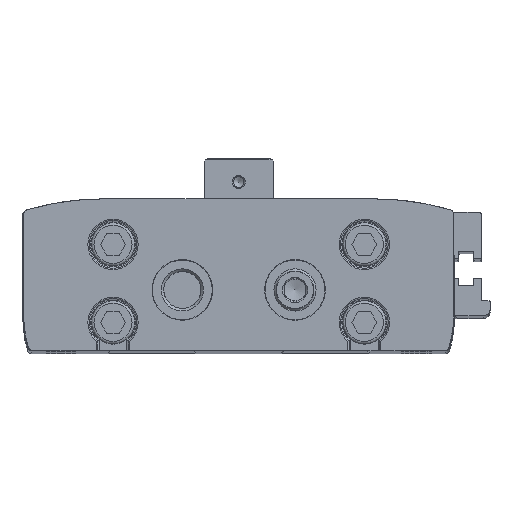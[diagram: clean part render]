
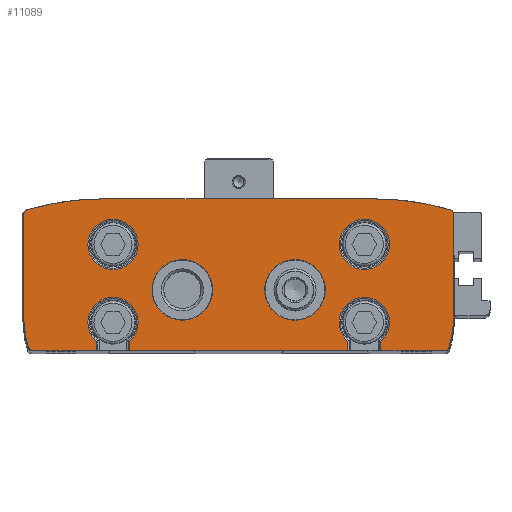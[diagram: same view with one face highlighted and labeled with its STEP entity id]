
A CAD part, top view. The second image highlights one B-rep face of the part: STEP entity #11089.
In plain terms, the highlighted planar face has unit normal (0, 0, 1).
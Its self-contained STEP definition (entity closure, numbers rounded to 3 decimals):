
#509=LINE('',#16993,#1431);
#513=LINE('',#17001,#1435);
#517=LINE('',#17017,#1439);
#571=LINE('',#17219,#1493);
#578=LINE('',#17237,#1500);
#579=LINE('',#17245,#1501);
#586=LINE('',#17263,#1508);
#587=LINE('',#17271,#1509);
#588=LINE('',#17277,#1510);
#589=LINE('',#17283,#1511);
#1431=VECTOR('',#13394,1000.);
#1435=VECTOR('',#13398,1000.);
#1439=VECTOR('',#13410,1000.);
#1493=VECTOR('',#13558,1000.);
#1500=VECTOR('',#13571,1000.);
#1501=VECTOR('',#13574,1000.);
#1508=VECTOR('',#13587,1000.);
#1509=VECTOR('',#13598,1000.);
#1510=VECTOR('',#13603,1000.);
#1511=VECTOR('',#13608,1000.);
#2528=ORIENTED_EDGE('',*,*,#5617,.F.);
#2529=ORIENTED_EDGE('',*,*,#5606,.T.);
#2530=ORIENTED_EDGE('',*,*,#5506,.T.);
#2531=ORIENTED_EDGE('',*,*,#5608,.F.);
#2532=ORIENTED_EDGE('',*,*,#5618,.F.);
#2533=ORIENTED_EDGE('',*,*,#5616,.T.);
#2534=ORIENTED_EDGE('',*,*,#5498,.T.);
#2535=ORIENTED_EDGE('',*,*,#5619,.T.);
#2536=ORIENTED_EDGE('',*,*,#5620,.T.);
#2537=ORIENTED_EDGE('',*,*,#5621,.T.);
#2538=ORIENTED_EDGE('',*,*,#5622,.T.);
#2539=ORIENTED_EDGE('',*,*,#5623,.T.);
#2540=ORIENTED_EDGE('',*,*,#5624,.T.);
#2541=ORIENTED_EDGE('',*,*,#5625,.T.);
#2542=ORIENTED_EDGE('',*,*,#5626,.T.);
#2543=ORIENTED_EDGE('',*,*,#5627,.T.);
#2544=ORIENTED_EDGE('',*,*,#5628,.T.);
#2545=ORIENTED_EDGE('',*,*,#5629,.T.);
#2546=ORIENTED_EDGE('',*,*,#5494,.T.);
#2547=ORIENTED_EDGE('',*,*,#5598,.F.);
#2548=ORIENTED_EDGE('',*,*,#5630,.F.);
#2549=ORIENTED_EDGE('',*,*,#5631,.F.);
#2550=ORIENTED_EDGE('',*,*,#5632,.F.);
#2551=ORIENTED_EDGE('',*,*,#5633,.F.);
#5494=EDGE_CURVE('',#7055,#7054,#509,.T.);
#5498=EDGE_CURVE('',#7059,#7058,#513,.T.);
#5506=EDGE_CURVE('',#7067,#7066,#517,.T.);
#5598=EDGE_CURVE('',#7146,#7054,#571,.T.);
#5606=EDGE_CURVE('',#7151,#7067,#578,.T.);
#5608=EDGE_CURVE('',#7152,#7066,#579,.T.);
#5616=EDGE_CURVE('',#7157,#7059,#586,.T.);
#5617=EDGE_CURVE('',#7151,#7146,#8180,.T.);
#5618=EDGE_CURVE('',#7157,#7152,#8181,.T.);
#5619=EDGE_CURVE('',#7058,#7158,#8182,.T.);
#5620=EDGE_CURVE('',#7158,#7159,#8183,.T.);
#5621=EDGE_CURVE('',#7159,#7160,#587,.T.);
#5622=EDGE_CURVE('',#7160,#7161,#8184,.T.);
#5623=EDGE_CURVE('',#7161,#7162,#8185,.T.);
#5624=EDGE_CURVE('',#7162,#7163,#588,.T.);
#5625=EDGE_CURVE('',#7163,#7164,#8186,.T.);
#5626=EDGE_CURVE('',#7164,#7165,#8187,.T.);
#5627=EDGE_CURVE('',#7165,#7166,#589,.T.);
#5628=EDGE_CURVE('',#7166,#7167,#8188,.T.);
#5629=EDGE_CURVE('',#7167,#7055,#8189,.T.);
#5630=EDGE_CURVE('',#7168,#7168,#8190,.T.);
#5631=EDGE_CURVE('',#7169,#7169,#8191,.T.);
#5632=EDGE_CURVE('',#7170,#7170,#8192,.T.);
#5633=EDGE_CURVE('',#7171,#7171,#8193,.T.);
#7054=VERTEX_POINT('',#16992);
#7055=VERTEX_POINT('',#16994);
#7058=VERTEX_POINT('',#17000);
#7059=VERTEX_POINT('',#17002);
#7066=VERTEX_POINT('',#17016);
#7067=VERTEX_POINT('',#17018);
#7146=VERTEX_POINT('',#17217);
#7151=VERTEX_POINT('',#17236);
#7152=VERTEX_POINT('',#17243);
#7157=VERTEX_POINT('',#17262);
#7158=VERTEX_POINT('',#17268);
#7159=VERTEX_POINT('',#17270);
#7160=VERTEX_POINT('',#17272);
#7161=VERTEX_POINT('',#17274);
#7162=VERTEX_POINT('',#17276);
#7163=VERTEX_POINT('',#17278);
#7164=VERTEX_POINT('',#17280);
#7165=VERTEX_POINT('',#17282);
#7166=VERTEX_POINT('',#17284);
#7167=VERTEX_POINT('',#17286);
#7168=VERTEX_POINT('',#17289);
#7169=VERTEX_POINT('',#17291);
#7170=VERTEX_POINT('',#17293);
#7171=VERTEX_POINT('',#17295);
#8180=CIRCLE('',#12079,5.8);
#8181=CIRCLE('',#12080,5.8);
#8182=CIRCLE('',#12081,1.);
#8183=CIRCLE('',#12082,25.);
#8184=CIRCLE('',#12083,1.);
#8185=CIRCLE('',#12084,60.);
#8186=CIRCLE('',#12085,60.);
#8187=CIRCLE('',#12086,1.);
#8188=CIRCLE('',#12087,25.);
#8189=CIRCLE('',#12088,1.);
#8190=CIRCLE('',#12089,5.8);
#8191=CIRCLE('',#12090,5.8);
#8192=CIRCLE('',#12091,7.);
#8193=CIRCLE('',#12092,7.);
#8753=EDGE_LOOP('',(#2528,#2529,#2530,#2531,#2532,#2533,#2534,#2535,#2536,
#2537,#2538,#2539,#2540,#2541,#2542,#2543,#2544,#2545,#2546,#2547));
#8754=EDGE_LOOP('',(#2548));
#8755=EDGE_LOOP('',(#2549));
#8756=EDGE_LOOP('',(#2550));
#8757=EDGE_LOOP('',(#2551));
#9755=FACE_BOUND('',#8753,.T.);
#9756=FACE_BOUND('',#8754,.T.);
#9757=FACE_BOUND('',#8755,.T.);
#9758=FACE_BOUND('',#8756,.T.);
#9759=FACE_BOUND('',#8757,.T.);
#10731=PLANE('',#12078);
#11089=ADVANCED_FACE('',(#9755,#9756,#9757,#9758,#9759),#10731,.T.);
#12078=AXIS2_PLACEMENT_3D('',#17264,#13588,#13589);
#12079=AXIS2_PLACEMENT_3D('',#17265,#13590,#13591);
#12080=AXIS2_PLACEMENT_3D('',#17266,#13592,#13593);
#12081=AXIS2_PLACEMENT_3D('',#17267,#13594,#13595);
#12082=AXIS2_PLACEMENT_3D('',#17269,#13596,#13597);
#12083=AXIS2_PLACEMENT_3D('',#17273,#13599,#13600);
#12084=AXIS2_PLACEMENT_3D('',#17275,#13601,#13602);
#12085=AXIS2_PLACEMENT_3D('',#17279,#13604,#13605);
#12086=AXIS2_PLACEMENT_3D('',#17281,#13606,#13607);
#12087=AXIS2_PLACEMENT_3D('',#17285,#13609,#13610);
#12088=AXIS2_PLACEMENT_3D('',#17287,#13611,#13612);
#12089=AXIS2_PLACEMENT_3D('',#17288,#13613,#13614);
#12090=AXIS2_PLACEMENT_3D('',#17290,#13615,#13616);
#12091=AXIS2_PLACEMENT_3D('',#17292,#13617,#13618);
#12092=AXIS2_PLACEMENT_3D('',#17294,#13619,#13620);
#13394=DIRECTION('',(1.,0.,0.));
#13398=DIRECTION('',(1.,0.,0.));
#13410=DIRECTION('',(1.,0.,0.));
#13558=DIRECTION('',(0.,-1.,0.));
#13571=DIRECTION('',(0.,-1.,0.));
#13574=DIRECTION('',(0.,-1.,0.));
#13587=DIRECTION('',(0.,-1.,0.));
#13588=DIRECTION('',(0.,0.,1.));
#13589=DIRECTION('',(1.,0.,0.));
#13590=DIRECTION('',(0.,0.,1.));
#13591=DIRECTION('',(1.,0.,0.));
#13592=DIRECTION('',(0.,0.,1.));
#13593=DIRECTION('',(1.,0.,0.));
#13594=DIRECTION('',(0.,0.,1.));
#13595=DIRECTION('',(1.,0.,0.));
#13596=DIRECTION('',(0.,0.,1.));
#13597=DIRECTION('',(1.,0.,0.));
#13598=DIRECTION('',(0.,1.,0.));
#13599=DIRECTION('',(0.,0.,1.));
#13600=DIRECTION('',(1.,0.,0.));
#13601=DIRECTION('',(0.,0.,1.));
#13602=DIRECTION('',(1.,0.,0.));
#13603=DIRECTION('',(-1.,0.,0.));
#13604=DIRECTION('',(0.,0.,1.));
#13605=DIRECTION('',(1.,0.,0.));
#13606=DIRECTION('',(0.,0.,1.));
#13607=DIRECTION('',(1.,0.,0.));
#13608=DIRECTION('',(0.,-1.,0.));
#13609=DIRECTION('',(0.,0.,1.));
#13610=DIRECTION('',(1.,0.,0.));
#13611=DIRECTION('',(0.,0.,1.));
#13612=DIRECTION('',(1.,0.,0.));
#13613=DIRECTION('',(0.,0.,1.));
#13614=DIRECTION('',(1.,0.,0.));
#13615=DIRECTION('',(0.,0.,1.));
#13616=DIRECTION('',(1.,0.,0.));
#13617=DIRECTION('',(0.,0.,1.));
#13618=DIRECTION('',(1.,0.,0.));
#13619=DIRECTION('',(0.,0.,1.));
#13620=DIRECTION('',(1.,0.,0.));
#16992=CARTESIAN_POINT('',(-32.8,0.,215.));
#16993=CARTESIAN_POINT('',(-47.556,0.,215.));
#16994=CARTESIAN_POINT('',(-47.556,0.,215.));
#17000=CARTESIAN_POINT('',(47.556,0.,215.));
#17001=CARTESIAN_POINT('',(-47.556,0.,215.));
#17002=CARTESIAN_POINT('',(32.8,0.,215.));
#17016=CARTESIAN_POINT('',(25.2,0.,215.));
#17017=CARTESIAN_POINT('',(-47.556,0.,215.));
#17018=CARTESIAN_POINT('',(-25.2,0.,215.));
#17217=CARTESIAN_POINT('',(-32.8,2.118,215.));
#17219=CARTESIAN_POINT('',(-32.8,6.5,215.));
#17236=CARTESIAN_POINT('',(-25.2,2.118,215.));
#17237=CARTESIAN_POINT('',(-25.2,6.5,215.));
#17243=CARTESIAN_POINT('',(25.2,2.118,215.));
#17245=CARTESIAN_POINT('',(25.2,6.5,215.));
#17262=CARTESIAN_POINT('',(32.8,2.118,215.));
#17263=CARTESIAN_POINT('',(32.8,6.5,215.));
#17264=CARTESIAN_POINT('',(-24.6,8.,215.));
#17265=CARTESIAN_POINT('',(-29.,6.5,215.));
#17266=CARTESIAN_POINT('',(29.,6.5,215.));
#17267=CARTESIAN_POINT('',(47.556,1.,215.));
#17268=CARTESIAN_POINT('',(48.513,0.708,215.));
#17269=CARTESIAN_POINT('',(24.6,8.,215.));
#17270=CARTESIAN_POINT('',(49.6,8.,215.));
#17271=CARTESIAN_POINT('',(49.6,8.,215.));
#17272=CARTESIAN_POINT('',(49.6,31.498,215.));
#17273=CARTESIAN_POINT('',(48.6,31.498,215.));
#17274=CARTESIAN_POINT('',(48.888,32.455,215.));
#17275=CARTESIAN_POINT('',(31.6,-25.,215.));
#17276=CARTESIAN_POINT('',(31.6,35.,215.));
#17277=CARTESIAN_POINT('',(31.6,35.,215.));
#17278=CARTESIAN_POINT('',(-31.6,35.,215.));
#17279=CARTESIAN_POINT('',(-31.6,-25.,215.));
#17280=CARTESIAN_POINT('',(-48.888,32.455,215.));
#17281=CARTESIAN_POINT('',(-48.6,31.498,215.));
#17282=CARTESIAN_POINT('',(-49.6,31.498,215.));
#17283=CARTESIAN_POINT('',(-49.6,31.498,215.));
#17284=CARTESIAN_POINT('',(-49.6,8.,215.));
#17285=CARTESIAN_POINT('',(-24.6,8.,215.));
#17286=CARTESIAN_POINT('',(-48.513,0.708,215.));
#17287=CARTESIAN_POINT('',(-47.556,1.,215.));
#17288=CARTESIAN_POINT('',(-29.,24.5,215.));
#17289=CARTESIAN_POINT('',(-23.2,24.5,215.));
#17290=CARTESIAN_POINT('',(29.,24.5,215.));
#17291=CARTESIAN_POINT('',(34.8,24.5,215.));
#17292=CARTESIAN_POINT('',(-13.,14.,215.));
#17293=CARTESIAN_POINT('',(-6.,14.,215.));
#17294=CARTESIAN_POINT('',(13.,14.,215.));
#17295=CARTESIAN_POINT('',(20.,14.,215.));
